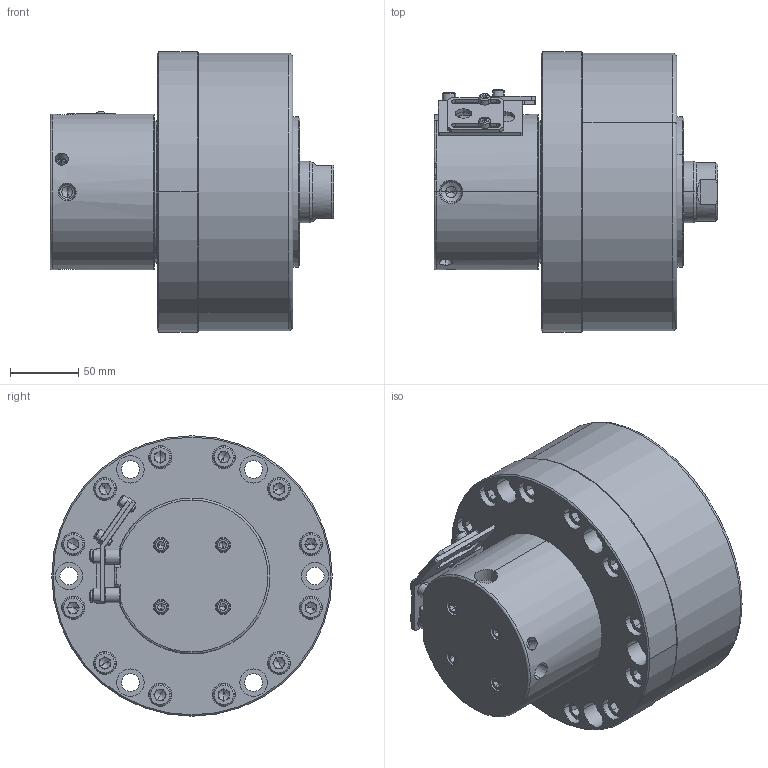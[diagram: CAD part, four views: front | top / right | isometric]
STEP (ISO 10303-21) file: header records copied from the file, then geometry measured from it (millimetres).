
FILE_DESCRIPTION (( 'STEP AP203' ), '1' );
FILE_NAME ('RE-A150 外觀參考.STEP', '2017-06-27T08:53:46', ( '' ), ( '' ), 'SwSTEP 2.0', 'SolidWorks 2016', '' );
FILE_SCHEMA (( 'CONFIG_CONTROL_DESIGN' ));
Length unit declared in the file: millimetre
Products named in the file (13): M5x8; RE-150缸體; RE-A150 外觀參考; RE-L150 活塞; M10x40; RE-110閥體; M6x30; RE-A110閥蓋; M6x25; RE-110檢出開關座支柱; RE-110檢出開關座; RE-110檢出定位板; RE-L150 閥軸
Assembly tree (32 placements, depth 2):
  RE-A150 外觀參考
    RE-110閥體
    RE-A110閥蓋
    RE-110檢出開關座支柱  x2
    RE-110檢出開關座
    RE-110檢出定位板  x2
    RE-L150 閥軸
    RE-150缸體
    RE-L150 活塞
    M10x40  x12
    M6x30  x4
    M6x25  x2
    M5x8  x4
Bounding box: 207.5 x 205 x 205 mm (x, y, z)
Volume: 3227697.8 mm3; surface area: 500018.1 mm2
Topology: 32 solids, 32 shells, 1253 faces, 2866 edges, 1702 vertices
Faces by surface type: plane 480, cylinder 437, cone 322, torus 14
Entity records: 24236 total; most frequent: CARTESIAN_POINT 4457, DIRECTION 4111, ORIENTED_EDGE 3368, EDGE_CURVE 1684, AXIS2_PLACEMENT_3D 1663, VERTEX_POINT 1056, EDGE_LOOP 974, CIRCLE 859
